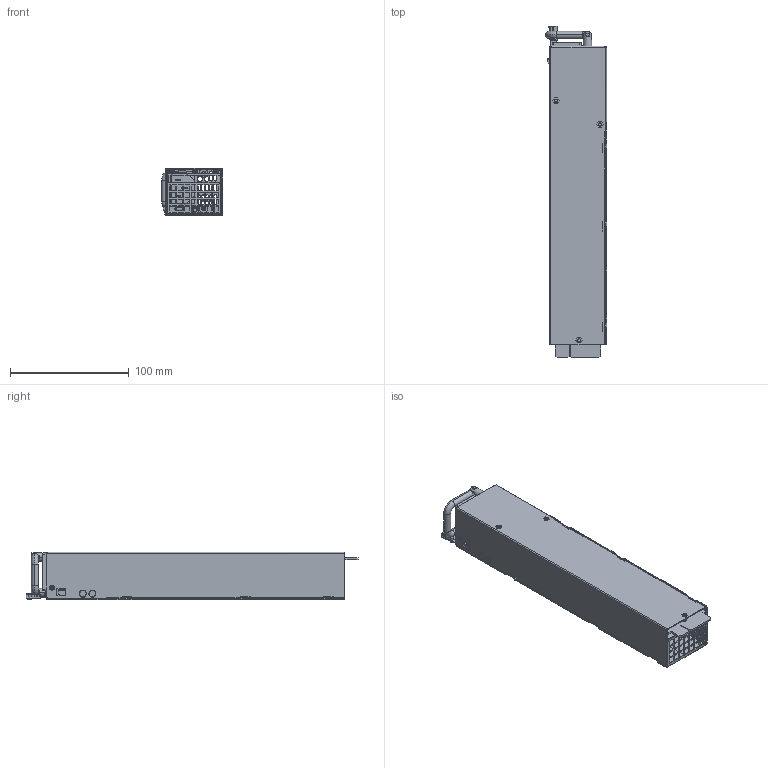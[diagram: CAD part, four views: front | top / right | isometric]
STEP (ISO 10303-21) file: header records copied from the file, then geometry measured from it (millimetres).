
FILE_DESCRIPTION((''),'2;1');
FILE_NAME('U1A-P1XXXX-DRB_ASM','2021-01-29T10:43:09',('IPC56'),(''),'CREO PARAMETRIC BY PTC INC, 2019080','CREO PARAMETRIC BY PTC INC, 2019080','');
FILE_SCHEMA(('CONFIG_CONTROL_DESIGN'));
Products named in the file (28): BOT; MANIFOLD_SOLID_BREP_9951_1; MANIFOLD_SOLID_BREP_10548_1; MANIFOLD_SOLID_BREP_10801_1; MANIFOLD_SOLID_BREP_11054_1; BOT_ASM; U1ACZUO_NEW_1_1; MANIFOLD_S9; MANIFOLD_S10; GVBASHOU_3_NEW_ASM_1_ASM_1_ASM; LA_2_NEW_1_1; DING_1_NEW_1_1; GVBASHOU_ASM_2_3_ASM; GVBASHOU_1_ASM; BVLUOZHU-4_NEW_1_1; MANIFOLD_SOLID_BREP_89489_1; MANIFOLD_SOLID_BREP_89761_1; MAODING_NEW_1_ASM_1_ASM; PCB-NEW_1; DONGZHAO_NEW_1_1; LEDDENG_NEW_1_1; XIAMALA_NEW_1_1; U1A-P1_ASM; TOP; KAKOU_28_NEW_-9_35; BAOJIAO_4_NEW_-9_35; TANGPAN-03-35_ASM; U1A-P1XXXX-DRB_ASM
Assembly tree (30 placements, depth 6):
  U1A-P1XXXX-DRB_ASM
    U1A-P1_ASM
      BOT_ASM
        BOT
        MANIFOLD_SOLID_BREP_9951_1
        MANIFOLD_SOLID_BREP_10548_1
        MANIFOLD_SOLID_BREP_10801_1
        MANIFOLD_SOLID_BREP_11054_1
      U1ACZUO_NEW_1_1
      GVBASHOU_1_ASM
        GVBASHOU_ASM_2_3_ASM
          GVBASHOU_3_NEW_ASM_1_ASM_1_ASM
            MANIFOLD_S9
            MANIFOLD_S10
          LA_2_NEW_1_1
          DING_1_NEW_1_1  x2
      BVLUOZHU-4_NEW_1_1  x3
      MAODING_NEW_1_ASM_1_ASM
        MANIFOLD_SOLID_BREP_89489_1
        MANIFOLD_SOLID_BREP_89761_1
      PCB-NEW_1
      DONGZHAO_NEW_1_1
      LEDDENG_NEW_1_1
      XIAMALA_NEW_1_1
    TOP
    TANGPAN-03-35_ASM
      KAKOU_28_NEW_-9_35
      BAOJIAO_4_NEW_-9_35
Bounding box: 51.5 x 280 x 40 mm (x, y, z)
Volume: 67477.5 mm3; surface area: 197098.7 mm2
Topology: 23 solids, 23 shells, 1410 faces, 3893 edges, 2533 vertices
Faces by surface type: plane 721, cylinder 545, bspline 72, cone 32, torus 30, sphere 10
Entity records: 57102 total; most frequent: CARTESIAN_POINT 22029, ORIENTED_EDGE 7318, DIRECTION 7094, EDGE_CURVE 3659, VERTEX_POINT 2387, AXIS2_PLACEMENT_3D 2372, VECTOR 2350, LINE 2350
